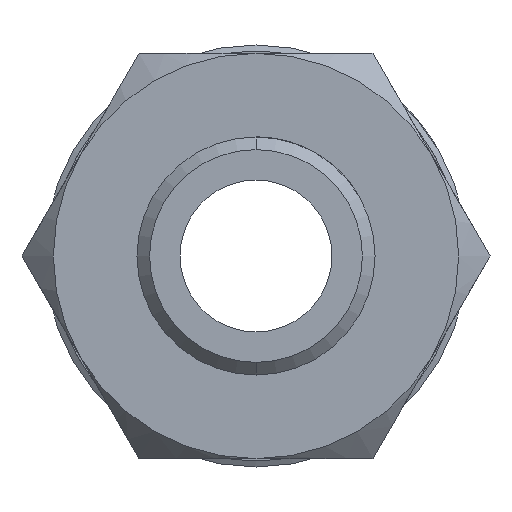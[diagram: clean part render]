
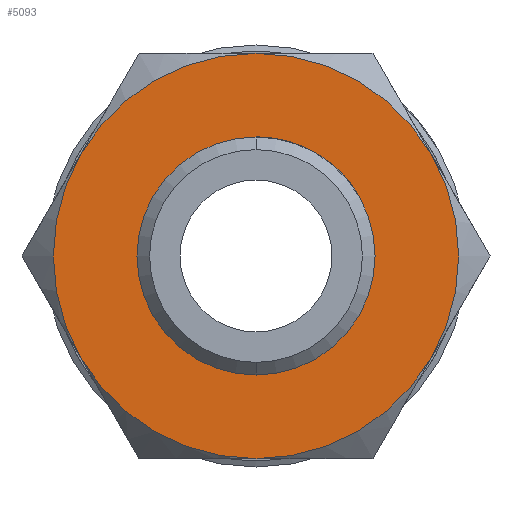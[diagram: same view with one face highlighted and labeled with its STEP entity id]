
A CAD part, left-side view. The second image highlights one B-rep face of the part: STEP entity #5093.
In plain terms, the highlighted planar face has unit normal (-1, 0, 0).
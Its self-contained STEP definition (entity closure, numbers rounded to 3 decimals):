
#47 = DIRECTION ( 'NONE',  ( 1., 0., 0. ) ) ;
#48 = CARTESIAN_POINT ( 'NONE',  ( 16., 0., 0. ) ) ;
#102 = DIRECTION ( 'NONE',  ( 1., 0., 0. ) ) ;
#120 = VERTEX_POINT ( 'NONE', #3737 ) ;
#364 = ORIENTED_EDGE ( 'NONE', *, *, #9373, .T. ) ;
#395 = ORIENTED_EDGE ( 'NONE', *, *, #7381, .F. ) ;
#500 = AXIS2_PLACEMENT_3D ( 'NONE', #5393, #8728, #2810 ) ;
#534 = CARTESIAN_POINT ( 'NONE',  ( 16., 0., 0. ) ) ;
#706 = CARTESIAN_POINT ( 'NONE',  ( 16., 0., 0. ) ) ;
#766 = CARTESIAN_POINT ( 'NONE',  ( 16., -6.928, 4. ) ) ;
#1157 = CARTESIAN_POINT ( 'NONE',  ( 16., 6.928, -4. ) ) ;
#1339 = AXIS2_PLACEMENT_3D ( 'NONE', #2291, #8694, #9832 ) ;
#1363 = AXIS2_PLACEMENT_3D ( 'NONE', #4520, #6123, #7865 ) ;
#1477 = EDGE_CURVE ( 'NONE', #3927, #9352, #6258, .T. ) ;
#1563 = DIRECTION ( 'NONE',  ( 1., 0., 0. ) ) ;
#1849 = PLANE ( 'NONE',  #8003 ) ;
#2291 = CARTESIAN_POINT ( 'NONE',  ( 16., 0., 0. ) ) ;
#2339 = CARTESIAN_POINT ( 'NONE',  ( 16., 0., 0. ) ) ;
#2350 = ORIENTED_EDGE ( 'NONE', *, *, #1477, .F. ) ;
#2546 = EDGE_LOOP ( 'NONE', ( #9567, #9330 ) ) ;
#2629 = ORIENTED_EDGE ( 'NONE', *, *, #9906, .F. ) ;
#2810 = DIRECTION ( 'NONE',  ( 0., 0., -1. ) ) ;
#2929 = CIRCLE ( 'NONE', #8006, 8. ) ;
#3125 = CIRCLE ( 'NONE', #8543, 4.7 ) ;
#3187 = CARTESIAN_POINT ( 'NONE',  ( 16., 0., 0. ) ) ;
#3189 = CARTESIAN_POINT ( 'NONE',  ( 16., 0., 0. ) ) ;
#3304 = AXIS2_PLACEMENT_3D ( 'NONE', #534, #7825, #10558 ) ;
#3423 = VERTEX_POINT ( 'NONE', #6054 ) ;
#3737 = CARTESIAN_POINT ( 'NONE',  ( 16., 0., -8. ) ) ;
#3927 = VERTEX_POINT ( 'NONE', #8323 ) ;
#4157 = EDGE_CURVE ( 'NONE', #120, #9984, #6953, .T. ) ;
#4162 = CIRCLE ( 'NONE', #1363, 4.7 ) ;
#4245 = VERTEX_POINT ( 'NONE', #5642 ) ;
#4345 = CIRCLE ( 'NONE', #5571, 8. ) ;
#4433 = EDGE_LOOP ( 'NONE', ( #6842, #4906, #395, #2350, #364, #2629 ) ) ;
#4520 = CARTESIAN_POINT ( 'NONE',  ( 16., 0., 0. ) ) ;
#4534 = VERTEX_POINT ( 'NONE', #8611 ) ;
#4906 = ORIENTED_EDGE ( 'NONE', *, *, #9978, .F. ) ;
#4910 = DIRECTION ( 'NONE',  ( 0., 0., -1. ) ) ;
#4921 = VERTEX_POINT ( 'NONE', #6865 ) ;
#4988 = DIRECTION ( 'NONE',  ( -1., 0., 0. ) ) ;
#5093 = ADVANCED_FACE ( 'NONE', ( #7570, #9960 ), #1849, .F. ) ;
#5393 = CARTESIAN_POINT ( 'NONE',  ( 16., 0., 0. ) ) ;
#5571 = AXIS2_PLACEMENT_3D ( 'NONE', #3187, #4988, #10741 ) ;
#5642 = CARTESIAN_POINT ( 'NONE',  ( 16., 6.928, 4. ) ) ;
#6054 = CARTESIAN_POINT ( 'NONE',  ( 16., 0., -4.7 ) ) ;
#6123 = DIRECTION ( 'NONE',  ( -1., 0., 0. ) ) ;
#6258 = CIRCLE ( 'NONE', #6945, 8. ) ;
#6842 = ORIENTED_EDGE ( 'NONE', *, *, #4157, .F. ) ;
#6865 = CARTESIAN_POINT ( 'NONE',  ( 16., 0., 4.7 ) ) ;
#6945 = AXIS2_PLACEMENT_3D ( 'NONE', #2339, #1563, #4910 ) ;
#6953 = CIRCLE ( 'NONE', #1339, 8. ) ;
#7381 = EDGE_CURVE ( 'NONE', #9352, #4534, #2929, .T. ) ;
#7570 = FACE_BOUND ( 'NONE', #2546, .T. ) ;
#7825 = DIRECTION ( 'NONE',  ( 1., 0., 0. ) ) ;
#7850 = CIRCLE ( 'NONE', #500, 8. ) ;
#7865 = DIRECTION ( 'NONE',  ( 0., 0., 1. ) ) ;
#8003 = AXIS2_PLACEMENT_3D ( 'NONE', #48, #102, #10062 ) ;
#8006 = AXIS2_PLACEMENT_3D ( 'NONE', #706, #47, #10734 ) ;
#8200 = CIRCLE ( 'NONE', #3304, 8. ) ;
#8323 = CARTESIAN_POINT ( 'NONE',  ( 16., 0., 8. ) ) ;
#8543 = AXIS2_PLACEMENT_3D ( 'NONE', #3189, #9261, #10019 ) ;
#8611 = CARTESIAN_POINT ( 'NONE',  ( 16., -6.928, -4. ) ) ;
#8694 = DIRECTION ( 'NONE',  ( 1., 0., 0. ) ) ;
#8722 = EDGE_CURVE ( 'NONE', #3423, #4921, #4162, .T. ) ;
#8728 = DIRECTION ( 'NONE',  ( 1., 0., 0. ) ) ;
#9261 = DIRECTION ( 'NONE',  ( -1., 0., 0. ) ) ;
#9330 = ORIENTED_EDGE ( 'NONE', *, *, #8722, .F. ) ;
#9352 = VERTEX_POINT ( 'NONE', #766 ) ;
#9373 = EDGE_CURVE ( 'NONE', #3927, #4245, #4345, .T. ) ;
#9567 = ORIENTED_EDGE ( 'NONE', *, *, #10230, .F. ) ;
#9832 = DIRECTION ( 'NONE',  ( 0., 0., -1. ) ) ;
#9906 = EDGE_CURVE ( 'NONE', #9984, #4245, #8200, .T. ) ;
#9960 = FACE_OUTER_BOUND ( 'NONE', #4433, .T. ) ;
#9978 = EDGE_CURVE ( 'NONE', #4534, #120, #7850, .T. ) ;
#9984 = VERTEX_POINT ( 'NONE', #1157 ) ;
#10019 = DIRECTION ( 'NONE',  ( 0., 0., 1. ) ) ;
#10062 = DIRECTION ( 'NONE',  ( 0., 0., -1. ) ) ;
#10230 = EDGE_CURVE ( 'NONE', #4921, #3423, #3125, .T. ) ;
#10558 = DIRECTION ( 'NONE',  ( 0., 0., -1. ) ) ;
#10734 = DIRECTION ( 'NONE',  ( 0., 0., -1. ) ) ;
#10741 = DIRECTION ( 'NONE',  ( 0., 0., 1. ) ) ;
